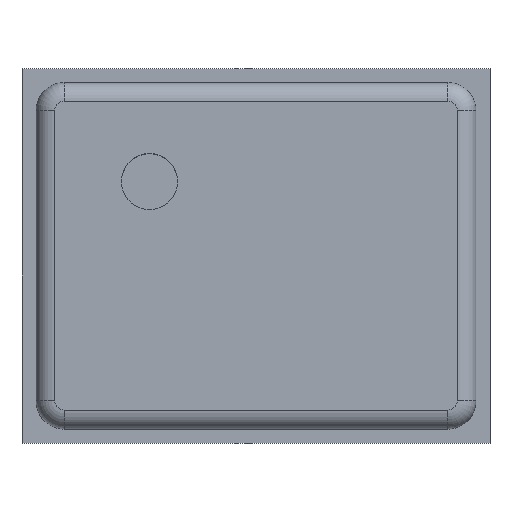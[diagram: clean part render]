
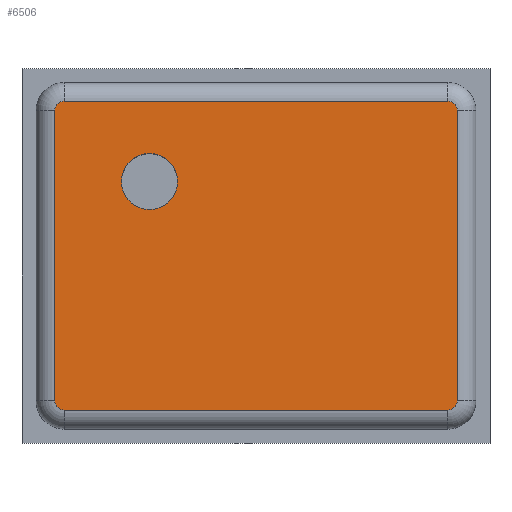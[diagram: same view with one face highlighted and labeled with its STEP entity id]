
A CAD part, top view. The second image highlights one B-rep face of the part: STEP entity #6506.
In plain terms, the highlighted planar face has unit normal (0, 0, 1).
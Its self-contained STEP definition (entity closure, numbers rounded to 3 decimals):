
#74 = CARTESIAN_POINT ( 'NONE',  ( 1.075, 0.775, 0.98 ) ) ;
#521 = CARTESIAN_POINT ( 'NONE',  ( -1.025, 0.825, 0.98 ) ) ;
#736 = CARTESIAN_POINT ( 'NONE',  ( -0.419, 0.396, 0.98 ) ) ;
#1088 = LINE ( 'NONE', #12949, #5428 ) ;
#1476 = AXIS2_PLACEMENT_3D ( 'NONE', #2023, #12415, #3491 ) ;
#2010 = CARTESIAN_POINT ( 'NONE',  ( -0.719, 0.396, 0.98 ) ) ;
#2023 = CARTESIAN_POINT ( 'NONE',  ( 1.025, 0.775, 0.98 ) ) ;
#2031 = CIRCLE ( 'NONE', #11213, 0.15 ) ;
#2296 = EDGE_LOOP ( 'NONE', ( #12836, #6793 ) ) ;
#2344 = EDGE_CURVE ( 'NONE', #13851, #7509, #11021, .T. ) ;
#2471 = DIRECTION ( 'NONE',  ( -1., 0., 0. ) ) ;
#2563 = CARTESIAN_POINT ( 'NONE',  ( -1.025, -0.775, 0.98 ) ) ;
#2840 = ORIENTED_EDGE ( 'NONE', *, *, #16085, .T. ) ;
#2868 = DIRECTION ( 'NONE',  ( 0., -1., 0. ) ) ;
#2961 = LINE ( 'NONE', #14764, #7251 ) ;
#3151 = CARTESIAN_POINT ( 'NONE',  ( -1.075, -0.775, 0.98 ) ) ;
#3329 = EDGE_CURVE ( 'NONE', #9504, #14468, #9867, .T. ) ;
#3491 = DIRECTION ( 'NONE',  ( -1., 0., 0. ) ) ;
#3510 = CARTESIAN_POINT ( 'NONE',  ( 1.075, 0.775, 0.98 ) ) ;
#3523 = AXIS2_PLACEMENT_3D ( 'NONE', #2563, #3791, #6234 ) ;
#3542 = VERTEX_POINT ( 'NONE', #736 ) ;
#3791 = DIRECTION ( 'NONE',  ( 0., 0., 1. ) ) ;
#4098 = VERTEX_POINT ( 'NONE', #521 ) ;
#4354 = EDGE_CURVE ( 'NONE', #12319, #4472, #2961, .T. ) ;
#4472 = VERTEX_POINT ( 'NONE', #3151 ) ;
#4894 = AXIS2_PLACEMENT_3D ( 'NONE', #10848, #8144, #10943 ) ;
#5044 = DIRECTION ( 'NONE',  ( 0., 0., -1. ) ) ;
#5134 = CARTESIAN_POINT ( 'NONE',  ( 1.075, -0.775, 0.98 ) ) ;
#5260 = ORIENTED_EDGE ( 'NONE', *, *, #3329, .T. ) ;
#5428 = VECTOR ( 'NONE', #2471, 1000. ) ;
#5501 = VECTOR ( 'NONE', #16163, 1000. ) ;
#6234 = DIRECTION ( 'NONE',  ( -1., 0., 0. ) ) ;
#6506 = ADVANCED_FACE ( 'NONE', ( #9492, #7394 ), #16886, .F. ) ;
#6599 = CARTESIAN_POINT ( 'NONE',  ( -1.025, -0.825, 0.98 ) ) ;
#6793 = ORIENTED_EDGE ( 'NONE', *, *, #7868, .F. ) ;
#7251 = VECTOR ( 'NONE', #2868, 1000. ) ;
#7355 = DIRECTION ( 'NONE',  ( -1., 0., 0. ) ) ;
#7394 = FACE_OUTER_BOUND ( 'NONE', #10104, .T. ) ;
#7478 = DIRECTION ( 'NONE',  ( -1., 0., 0. ) ) ;
#7509 = VERTEX_POINT ( 'NONE', #8961 ) ;
#7567 = CARTESIAN_POINT ( 'NONE',  ( 1.025, 0.775, 0.98 ) ) ;
#7804 = EDGE_CURVE ( 'NONE', #14468, #16641, #8974, .T. ) ;
#7868 = EDGE_CURVE ( 'NONE', #10598, #3542, #2031, .T. ) ;
#8005 = ORIENTED_EDGE ( 'NONE', *, *, #11292, .T. ) ;
#8045 = CARTESIAN_POINT ( 'NONE',  ( 1.025, -0.825, 0.98 ) ) ;
#8080 = AXIS2_PLACEMENT_3D ( 'NONE', #7567, #5044, #7478 ) ;
#8144 = DIRECTION ( 'NONE',  ( 0., 0., 1. ) ) ;
#8329 = ORIENTED_EDGE ( 'NONE', *, *, #15784, .T. ) ;
#8540 = DIRECTION ( 'NONE',  ( 0., 0., 1. ) ) ;
#8961 = CARTESIAN_POINT ( 'NONE',  ( 1.025, -0.825, 0.98 ) ) ;
#8974 = CIRCLE ( 'NONE', #1476, 0.05 ) ;
#9294 = ORIENTED_EDGE ( 'NONE', *, *, #2344, .T. ) ;
#9492 = FACE_BOUND ( 'NONE', #2296, .T. ) ;
#9504 = VERTEX_POINT ( 'NONE', #5134 ) ;
#9867 = LINE ( 'NONE', #3510, #12235 ) ;
#10104 = EDGE_LOOP ( 'NONE', ( #16407, #5260, #15502, #2840, #8329, #13021, #8005, #9294 ) ) ;
#10598 = VERTEX_POINT ( 'NONE', #2010 ) ;
#10848 = CARTESIAN_POINT ( 'NONE',  ( -1.025, 0.775, 0.98 ) ) ;
#10943 = DIRECTION ( 'NONE',  ( -1., 0., 0. ) ) ;
#11021 = LINE ( 'NONE', #8045, #5501 ) ;
#11213 = AXIS2_PLACEMENT_3D ( 'NONE', #15186, #8540, #15357 ) ;
#11292 = EDGE_CURVE ( 'NONE', #4472, #13851, #13531, .T. ) ;
#11420 = AXIS2_PLACEMENT_3D ( 'NONE', #16597, #15296, #7355 ) ;
#11842 = AXIS2_PLACEMENT_3D ( 'NONE', #13487, #14562, #12040 ) ;
#12008 = CARTESIAN_POINT ( 'NONE',  ( -1.075, 0.775, 0.98 ) ) ;
#12040 = DIRECTION ( 'NONE',  ( 1., 0., 0. ) ) ;
#12235 = VECTOR ( 'NONE', #15203, 1000. ) ;
#12319 = VERTEX_POINT ( 'NONE', #12008 ) ;
#12415 = DIRECTION ( 'NONE',  ( 0., 0., 1. ) ) ;
#12836 = ORIENTED_EDGE ( 'NONE', *, *, #16668, .F. ) ;
#12949 = CARTESIAN_POINT ( 'NONE',  ( 1.025, 0.825, 0.98 ) ) ;
#13021 = ORIENTED_EDGE ( 'NONE', *, *, #4354, .T. ) ;
#13487 = CARTESIAN_POINT ( 'NONE',  ( -0.569, 0.396, 0.98 ) ) ;
#13531 = CIRCLE ( 'NONE', #3523, 0.05 ) ;
#13851 = VERTEX_POINT ( 'NONE', #6599 ) ;
#14300 = EDGE_CURVE ( 'NONE', #7509, #9504, #15306, .T. ) ;
#14357 = CIRCLE ( 'NONE', #4894, 0.05 ) ;
#14468 = VERTEX_POINT ( 'NONE', #74 ) ;
#14562 = DIRECTION ( 'NONE',  ( 0., 0., 1. ) ) ;
#14764 = CARTESIAN_POINT ( 'NONE',  ( -1.075, 0.775, 0.98 ) ) ;
#15186 = CARTESIAN_POINT ( 'NONE',  ( -0.569, 0.396, 0.98 ) ) ;
#15203 = DIRECTION ( 'NONE',  ( 0., 1., 0. ) ) ;
#15296 = DIRECTION ( 'NONE',  ( 0., 0., 1. ) ) ;
#15306 = CIRCLE ( 'NONE', #11420, 0.05 ) ;
#15357 = DIRECTION ( 'NONE',  ( 1., 0., 0. ) ) ;
#15502 = ORIENTED_EDGE ( 'NONE', *, *, #7804, .T. ) ;
#15784 = EDGE_CURVE ( 'NONE', #4098, #12319, #14357, .T. ) ;
#15853 = CARTESIAN_POINT ( 'NONE',  ( 1.025, 0.825, 0.98 ) ) ;
#16085 = EDGE_CURVE ( 'NONE', #16641, #4098, #1088, .T. ) ;
#16163 = DIRECTION ( 'NONE',  ( 1., 0., 0. ) ) ;
#16407 = ORIENTED_EDGE ( 'NONE', *, *, #14300, .T. ) ;
#16597 = CARTESIAN_POINT ( 'NONE',  ( 1.025, -0.775, 0.98 ) ) ;
#16641 = VERTEX_POINT ( 'NONE', #15853 ) ;
#16668 = EDGE_CURVE ( 'NONE', #3542, #10598, #16841, .T. ) ;
#16841 = CIRCLE ( 'NONE', #11842, 0.15 ) ;
#16886 = PLANE ( 'NONE',  #8080 ) ;
